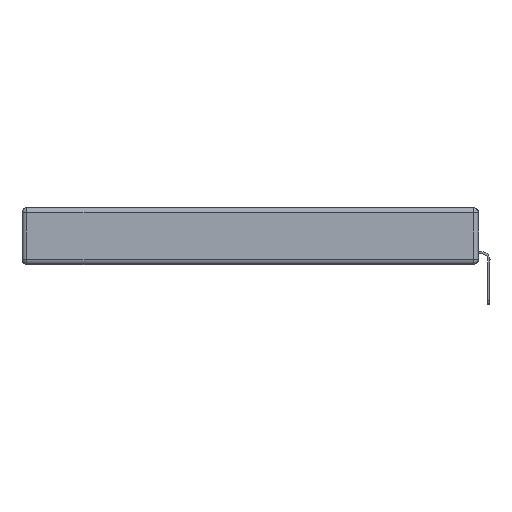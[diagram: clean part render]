
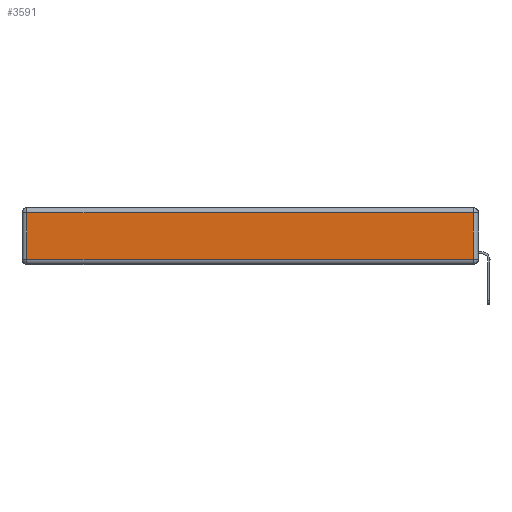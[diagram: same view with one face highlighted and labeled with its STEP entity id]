
A CAD part, left-side view. The second image highlights one B-rep face of the part: STEP entity #3591.
In plain terms, the highlighted planar face has unit normal (-1, 0, 0).
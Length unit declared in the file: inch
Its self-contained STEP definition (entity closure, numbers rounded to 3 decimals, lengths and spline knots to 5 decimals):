
#877 = EDGE_CURVE ( 'NONE', #7553, #5932, #2907, .T. ) ;
#1173 = CARTESIAN_POINT ( 'NONE',  ( 0., 0.03, -0.313 ) ) ;
#2237 = CARTESIAN_POINT ( 'NONE',  ( 0., 0.03, -0.03 ) ) ;
#2786 = EDGE_CURVE ( 'NONE', #7308, #7462, #20359, .T. ) ;
#2907 = LINE ( 'NONE', #21849, #11580 ) ;
#3045 = DIRECTION ( 'NONE',  ( 0., 1., 0. ) ) ;
#3591 = ADVANCED_FACE ( 'NONE', ( #14615 ), #4069, .T. ) ;
#4069 = PLANE ( 'NONE',  #5073 ) ;
#4885 = CARTESIAN_POINT ( 'NONE',  ( 0., 2.72, -0.313 ) ) ;
#5073 = AXIS2_PLACEMENT_3D ( 'NONE', #14077, #23022, #14468 ) ;
#5336 = VECTOR ( 'NONE', #20316, 39.37008 ) ;
#5932 = VERTEX_POINT ( 'NONE', #14612 ) ;
#6043 = CARTESIAN_POINT ( 'NONE',  ( 0., 0.03, -0.343 ) ) ;
#6731 = ORIENTED_EDGE ( 'NONE', *, *, #2786, .T. ) ;
#7308 = VERTEX_POINT ( 'NONE', #4885 ) ;
#7462 = VERTEX_POINT ( 'NONE', #1173 ) ;
#7553 = VERTEX_POINT ( 'NONE', #2237 ) ;
#10304 = LINE ( 'NONE', #6043, #18014 ) ;
#11580 = VECTOR ( 'NONE', #3045, 39.37008 ) ;
#14077 = CARTESIAN_POINT ( 'NONE',  ( 0., 0., -0.343 ) ) ;
#14260 = DIRECTION ( 'NONE',  ( 0., 0., 1. ) ) ;
#14468 = DIRECTION ( 'NONE',  ( 0., 0., 1. ) ) ;
#14612 = CARTESIAN_POINT ( 'NONE',  ( 0., 2.72, -0.03 ) ) ;
#14615 = FACE_OUTER_BOUND ( 'NONE', #25083, .T. ) ;
#16303 = CARTESIAN_POINT ( 'NONE',  ( 0., 2.72, -0.343 ) ) ;
#16357 = CARTESIAN_POINT ( 'NONE',  ( 0., 0., -0.313 ) ) ;
#18014 = VECTOR ( 'NONE', #14260, 39.37008 ) ;
#18571 = DIRECTION ( 'NONE',  ( 0., -1., 0. ) ) ;
#20316 = DIRECTION ( 'NONE',  ( 0., 0., -1. ) ) ;
#20359 = LINE ( 'NONE', #16357, #21977 ) ;
#21520 = EDGE_CURVE ( 'NONE', #5932, #7308, #22376, .T. ) ;
#21849 = CARTESIAN_POINT ( 'NONE',  ( 0., 2.75, -0.03 ) ) ;
#21977 = VECTOR ( 'NONE', #18571, 39.37008 ) ;
#22376 = LINE ( 'NONE', #16303, #5336 ) ;
#23022 = DIRECTION ( 'NONE',  ( -1., 0., 0. ) ) ;
#24650 = ORIENTED_EDGE ( 'NONE', *, *, #877, .T. ) ;
#25083 = EDGE_LOOP ( 'NONE', ( #6731, #26185, #24650, #25222 ) ) ;
#25222 = ORIENTED_EDGE ( 'NONE', *, *, #21520, .T. ) ;
#26185 = ORIENTED_EDGE ( 'NONE', *, *, #26546, .T. ) ;
#26546 = EDGE_CURVE ( 'NONE', #7462, #7553, #10304, .T. ) ;
